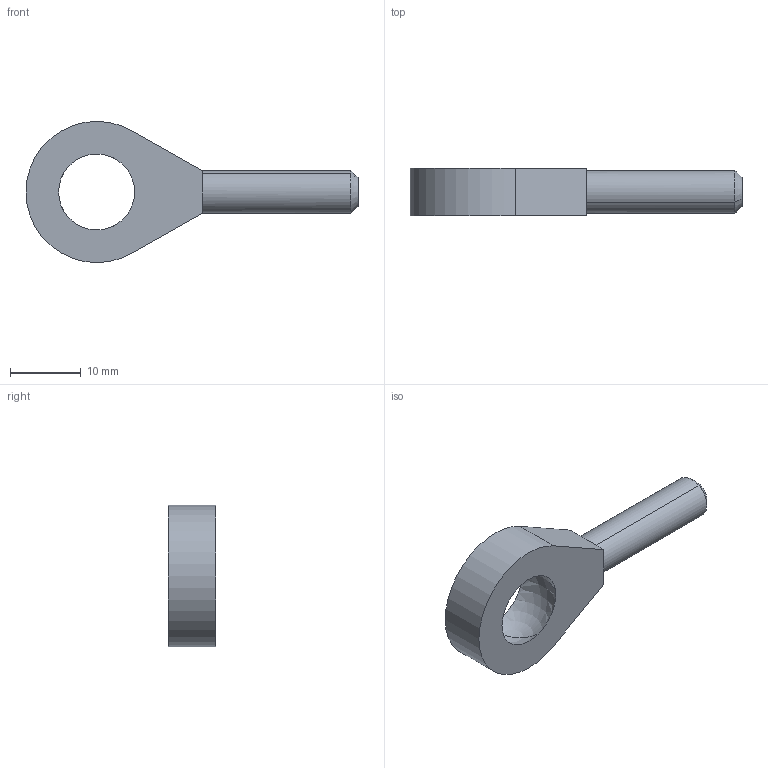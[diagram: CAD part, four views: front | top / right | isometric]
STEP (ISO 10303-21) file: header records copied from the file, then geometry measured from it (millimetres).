
FILE_DESCRIPTION(('CoCreate Modeling STEP Export'),'2;1');
FILE_NAME('m18.stp','2011-05-24T11:22:05',(''),(''),'CoCreate Modeling STEP processor for AP214 (Solid Model)','CoCreate Modeling 18.0P1120 20-Nov-2010 (C) Parametric Technology GmbH','');
FILE_SCHEMA(('AUTOMOTIVE_DESIGN { 1 0 10303 214 1 1 1 1 }'));
Length unit declared in the file: millimetre
Products named in the file (1): BODY_4____SOL2605_-_WSP_CAPTEUR.PRT
Bounding box: 47 x 6.75 x 20 mm (x, y, z)
Volume: 2332.2 mm3; surface area: 1706.9 mm2
Topology: 1 solids, 1 shells, 14 faces, 38 edges, 22 vertices
Faces by surface type: plane 7, cylinder 3, cone 2, sphere 2
Entity records: 401 total; most frequent: ORIENTED_EDGE 68, DIRECTION 64, CARTESIAN_POINT 62, EDGE_CURVE 34, AXIS2_PLACEMENT_3D 24, VERTEX_POINT 22, VECTOR 16, LINE 16
